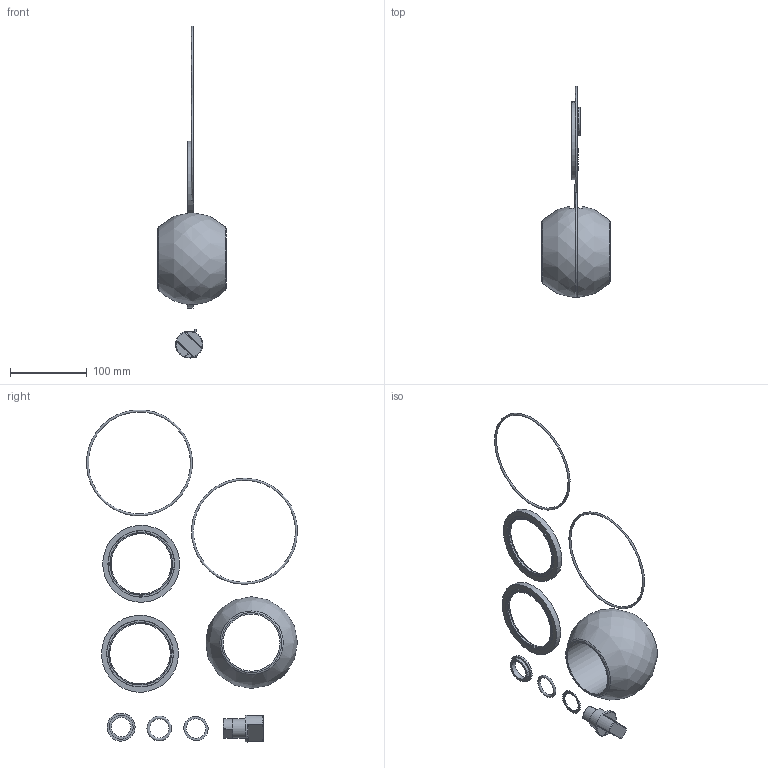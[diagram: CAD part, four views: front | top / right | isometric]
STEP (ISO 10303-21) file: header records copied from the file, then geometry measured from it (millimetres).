
FILE_DESCRIPTION(/* description */ ('VALVE REPAIR KIT 3" FP NEW STYLE'),/* implementation_level */ '2;1');
FILE_NAME(/* name */ 'V35200.stp',/* time_stamp */ '2020-06-12T11:09:23-04:00',/* author */ ('DCT'),/* organization */ (''),/* preprocessor_version */ 'ST-DEVELOPER v17.2',/* originating_system */ 'Autodesk Inventor 2019',/* authorisation */ '');
FILE_SCHEMA (('AUTOMOTIVE_DESIGN { 1 0 10303 214 3 1 1 }'));
Length unit declared in the file: inch
Products named in the file (12): V35200; V25060; V25160; V25163; V30151; V30151X; V35255A; V35255AM; V35255AY; V35255AX; V35258A; V35265
Assembly tree (13 placements, depth 5):
  V35200
    V25060
    V25160
    V25163
    V30151
      V30151X
    V35255A
      V35255AM
        V35255AY
          V35255AX
    V35258A  x2
    V35265  x2
Bounding box: 88.9 x 275.04 x 432.9 mm (x, y, z)
Volume: 497943.7 mm3; surface area: 96538.4 mm2
Topology: 10 solids, 10 shells, 138 faces, 337 edges, 229 vertices
Faces by surface type: plane 57, cylinder 36, torus 19, bspline 10, sphere 8, cone 8
Full cylindrical faces by diameter (mm): 7.798 x1, 9.525 x1, 11.557 x2, 12.7 x2, 25.4 x2, 25.527 x1, 31.521 x1, 31.75 x1, 35.306 x1, 36.525 x1, 74.168 x1, 78.74 x2, 81.585 x2, 82.55 x2, 86.665 x2, 100.33 x2
Entity records: 4333 total; most frequent: CARTESIAN_POINT 955, DIRECTION 700, ORIENTED_EDGE 570, AXIS2_PLACEMENT_3D 297, EDGE_CURVE 285, VERTEX_POINT 191, CIRCLE 152, EDGE_LOOP 142
